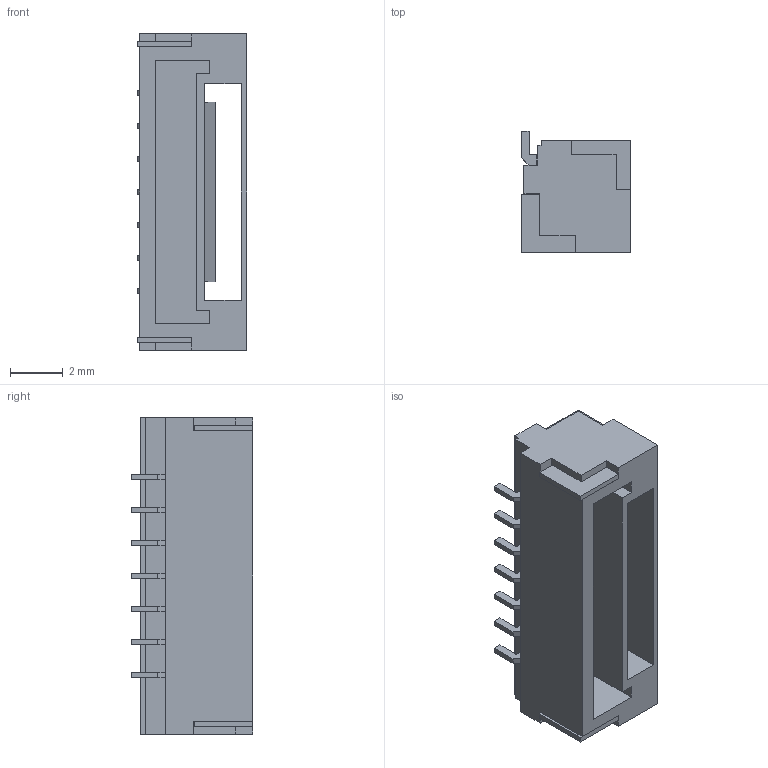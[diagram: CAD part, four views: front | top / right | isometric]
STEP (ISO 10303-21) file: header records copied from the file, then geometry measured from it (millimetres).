
FILE_DESCRIPTION (( 'STEP AP214' ), '1' );
FILE_NAME ('895DEF40-51F8-4A9E-B30F-29E89FA29BDB.STEP', '2022-10-20T06:39:41', ( '' ), ( '' ), 'SwSTEP 2.0', 'SolidWorks 2022', '' );
FILE_SCHEMA (( 'AUTOMOTIVE_DESIGN' ));
Length unit declared in the file: millimetre
Products named in the file (1): 895DEF40-51F8-4A9E-B30F-29E89FA29BDB
Bounding box: 4.16 x 4.61 x 12 mm (x, y, z)
Volume: 108.8 mm3; surface area: 372.4 mm2
Topology: 1 solids, 1 shells, 115 faces, 308 edges, 204 vertices
Faces by surface type: plane 115
Entity records: 4714 total; most frequent: CARTESIAN_POINT 628, ORIENTED_EDGE 616, DIRECTION 540, LINE 308, VECTOR 308, EDGE_CURVE 308, VERTEX_POINT 204, EDGE_LOOP 126
